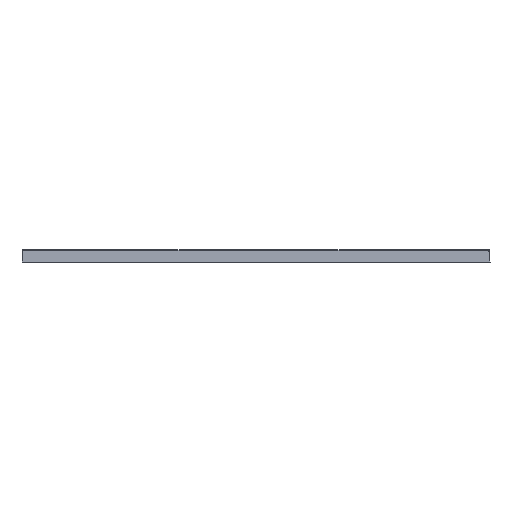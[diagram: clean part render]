
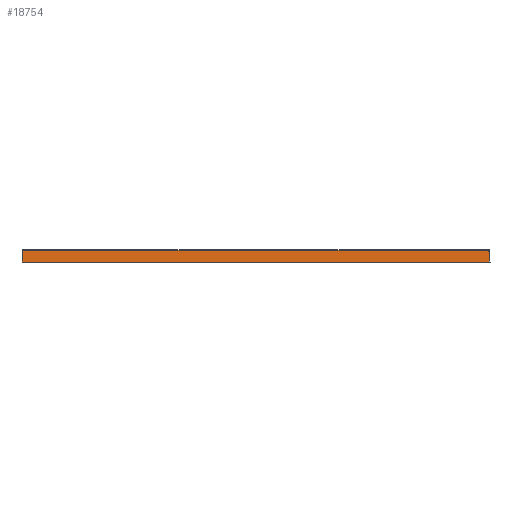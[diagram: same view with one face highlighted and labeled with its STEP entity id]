
A CAD part, top view. The second image highlights one B-rep face of the part: STEP entity #18754.
In plain terms, the highlighted planar face has unit normal (0, 0.035, 0.999).
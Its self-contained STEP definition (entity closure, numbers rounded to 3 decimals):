
#1=CARTESIAN_POINT('',(-700.,-2.001,436.173));
#2=CARTESIAN_POINT('',(-690.108,-2.007,436.173));
#3=CARTESIAN_POINT('',(-653.441,-2.028,436.174));
#4=CARTESIAN_POINT('',(-616.774,-2.039,436.174));
#5=CARTESIAN_POINT('',(-590.,-2.039,436.174));
#7=CARTESIAN_POINT('',(100.087,-1.955,436.171));
#8=CARTESIAN_POINT('',(108.317,-1.956,436.171));
#9=CARTESIAN_POINT('',(124.926,-1.959,436.172));
#10=CARTESIAN_POINT('',(150.434,-1.964,436.172));
#11=CARTESIAN_POINT('',(176.105,-1.969,436.172));
#12=CARTESIAN_POINT('',(203.756,-1.975,436.172));
#13=CARTESIAN_POINT('',(232.384,-1.981,436.172));
#14=CARTESIAN_POINT('',(262.14,-1.988,436.173));
#15=CARTESIAN_POINT('',(294.092,-1.995,436.173));
#16=CARTESIAN_POINT('',(325.152,-2.002,436.173));
#17=CARTESIAN_POINT('',(353.112,-2.008,436.173));
#18=CARTESIAN_POINT('',(377.698,-2.013,436.173));
#19=CARTESIAN_POINT('',(400.532,-2.018,436.174));
#20=CARTESIAN_POINT('',(422.34,-2.022,436.174));
#21=CARTESIAN_POINT('',(443.637,-2.025,436.174));
#22=CARTESIAN_POINT('',(464.005,-2.029,436.174));
#23=CARTESIAN_POINT('',(482.902,-2.031,436.174));
#24=CARTESIAN_POINT('',(501.623,-2.033,436.174));
#25=CARTESIAN_POINT('',(518.395,-2.035,436.174));
#26=CARTESIAN_POINT('',(535.866,-2.037,436.174));
#27=CARTESIAN_POINT('',(552.97,-2.038,436.174));
#28=CARTESIAN_POINT('',(570.528,-2.038,436.174));
#29=CARTESIAN_POINT('',(583.367,-2.039,436.174));
#30=CARTESIAN_POINT('',(590.,-2.039,436.174));
#32=CARTESIAN_POINT('',(590.,-2.039,436.174));
#33=CARTESIAN_POINT('',(612.116,-2.039,436.174));
#34=CARTESIAN_POINT('',(655.961,-2.028,436.174));
#35=CARTESIAN_POINT('',(723.081,-1.988,436.173));
#36=CARTESIAN_POINT('',(769.856,-1.952,436.171));
#37=CARTESIAN_POINT('',(794.901,-1.933,436.171));
#38=CARTESIAN_POINT('',(796.672,-1.932,436.171));
#40=DIRECTION('',(0.035,-0.999,0.035));
#41=VECTOR('',#40,38.115);
#42=CARTESIAN_POINT('',(796.672,-1.932,436.171));
#43=LINE('',#42,#41);
#44=DIRECTION('',(0.,-0.999,0.035));
#45=VECTOR('',#44,38.022);
#46=CARTESIAN_POINT('',(-700.,-2.001,436.173));
#47=LINE('',#46,#45);
#127=DIRECTION('',(1.,0.,0.));
#128=VECTOR('',#127,1498.001);
#129=CARTESIAN_POINT('',(-700.,-40.,437.5));
#130=LINE('',#129,#128);
#482=DIRECTION('',(-1.,0.,0.));
#483=VECTOR('',#482,100.087);
#484=CARTESIAN_POINT('',(100.087,-1.955,436.171));
#485=LINE('',#484,#483);
#491=DIRECTION('',(-1.,0.,0.));
#492=VECTOR('',#491,100.087);
#493=CARTESIAN_POINT('',(0.,-1.955,
436.171));
#494=LINE('',#493,#492);
#525=CARTESIAN_POINT('',(-100.087,-1.955,436.171));
#526=CARTESIAN_POINT('',(-155.134,-1.964,436.172));
#527=CARTESIAN_POINT('',(-264.821,-1.983,436.172));
#528=CARTESIAN_POINT('',(-428.125,-2.011,436.173));
#529=CARTESIAN_POINT('',(-536.178,-2.03,436.174));
#530=CARTESIAN_POINT('',(-590.,-2.039,436.174));
#17105=CARTESIAN_POINT('',(-700.,-2.001,436.173));
#17106=CARTESIAN_POINT('',(-700.,-40.,437.5));
#17107=VERTEX_POINT('',#17105);
#17108=VERTEX_POINT('',#17106);
#17109=VERTEX_POINT('',#5);
#17110=VERTEX_POINT('',#525);
#17111=CARTESIAN_POINT('',(0.,-1.955,
436.171));
#17112=VERTEX_POINT('',#17111);
#17113=CARTESIAN_POINT('',(100.087,-1.955,
436.171));
#17114=VERTEX_POINT('',#17113);
#17115=VERTEX_POINT('',#30);
#17116=VERTEX_POINT('',#38);
#17117=CARTESIAN_POINT('',(798.001,-40.,
437.5));
#17118=VERTEX_POINT('',#17117);
#18729=CARTESIAN_POINT('',(49.001,-20.966,
436.835));
#18730=DIRECTION('',(0.,0.035,0.999));
#18731=DIRECTION('',(0.,0.999,-0.035));
#18732=AXIS2_PLACEMENT_3D('',#18729,#18730,#18731);
#18733=PLANE('',#18732);
#18735=ORIENTED_EDGE('',*,*,#18734,.F.);
#18737=ORIENTED_EDGE('',*,*,#18736,.T.);
#18739=ORIENTED_EDGE('',*,*,#18738,.F.);
#18741=ORIENTED_EDGE('',*,*,#18740,.F.);
#18743=ORIENTED_EDGE('',*,*,#18742,.F.);
#18745=ORIENTED_EDGE('',*,*,#18744,.T.);
#18747=ORIENTED_EDGE('',*,*,#18746,.T.);
#18749=ORIENTED_EDGE('',*,*,#18748,.T.);
#18751=ORIENTED_EDGE('',*,*,#18750,.F.);
#18752=EDGE_LOOP('',(#18735,#18737,#18739,#18741,#18743,#18745,#18747,#18749,
#18751));
#18753=FACE_OUTER_BOUND('',#18752,.F.);
#18754=ADVANCED_FACE('',(#18753),#18733,.T.);
#6=B_SPLINE_CURVE_WITH_KNOTS('',3,(#1,#2,#3,#4,#5),.UNSPECIFIED.,.F.,.F.,(4,1,
4),(0.,0.27,1.),.UNSPECIFIED.);
#31=B_SPLINE_CURVE_WITH_KNOTS('',3,(#7,#8,#9,#10,#11,#12,#13,#14,#15,#16,#17,
#18,#19,#20,#21,#22,#23,#24,#25,#26,#27,#28,#29,#30),.UNSPECIFIED.,.F.,.F.,(4,1,
1,1,1,1,1,1,1,1,1,1,1,1,1,1,1,1,1,1,1,4),(0.,0.048,
0.095,0.143,0.19,0.238,
0.286,0.333,0.381,0.429,
0.476,0.524,0.571,0.619,
0.667,0.714,0.762,0.81,
0.857,0.905,0.952,1.),.UNSPECIFIED.);
#39=B_SPLINE_CURVE_WITH_KNOTS('',3,(#32,#33,#34,#35,#36,#37,#38),.UNSPECIFIED.,
.F.,.F.,(4,1,1,1,4),(0.,0.321,0.636,0.974,
1.),.UNSPECIFIED.);
#531=B_SPLINE_CURVE_WITH_KNOTS('',3,(#525,#526,#527,#528,#529,#530),
.UNSPECIFIED.,.F.,.F.,(4,1,1,4),(0.,0.333,0.667,1.),
.UNSPECIFIED.);
#18734=EDGE_CURVE('',#17107,#17108,#47,.T.);
#18736=EDGE_CURVE('',#17107,#17109,#6,.T.);
#18738=EDGE_CURVE('',#17110,#17109,#531,.T.);
#18740=EDGE_CURVE('',#17112,#17110,#494,.T.);
#18742=EDGE_CURVE('',#17114,#17112,#485,.T.);
#18744=EDGE_CURVE('',#17114,#17115,#31,.T.);
#18746=EDGE_CURVE('',#17115,#17116,#39,.T.);
#18748=EDGE_CURVE('',#17116,#17118,#43,.T.);
#18750=EDGE_CURVE('',#17108,#17118,#130,.T.);
